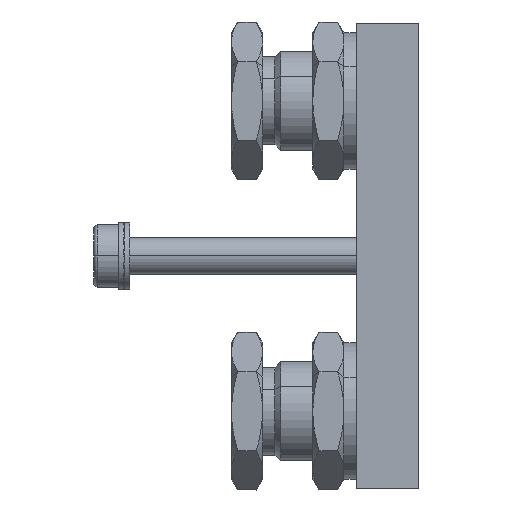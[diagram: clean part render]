
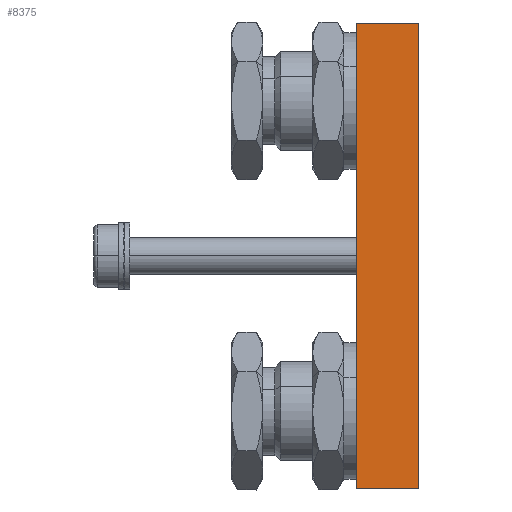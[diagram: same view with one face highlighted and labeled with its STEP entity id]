
A CAD part, left-side view. The second image highlights one B-rep face of the part: STEP entity #8375.
In plain terms, the highlighted planar face has unit normal (-1, 0, 0).
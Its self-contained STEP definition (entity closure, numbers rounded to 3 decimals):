
#425 = ORIENTED_EDGE ( 'NONE', *, *, #8749, .F. ) ;
#912 = CARTESIAN_POINT ( 'NONE',  ( -80., 0., 37.5 ) ) ;
#1225 = DIRECTION ( 'NONE',  ( 1., 0., 0. ) ) ;
#1452 = PLANE ( 'NONE',  #11044 ) ;
#1972 = ORIENTED_EDGE ( 'NONE', *, *, #15804, .T. ) ;
#2159 = EDGE_CURVE ( 'NONE', #14502, #16588, #17772, .T. ) ;
#2530 = CARTESIAN_POINT ( 'NONE',  ( -80., 10., -37.5 ) ) ;
#2930 = CARTESIAN_POINT ( 'NONE',  ( -80., 0., -37.5 ) ) ;
#3007 = CARTESIAN_POINT ( 'NONE',  ( -80., 10., 37.5 ) ) ;
#3189 = CARTESIAN_POINT ( 'NONE',  ( -80., 0., 37.5 ) ) ;
#3436 = CARTESIAN_POINT ( 'NONE',  ( -80., 10., 37.5 ) ) ;
#3502 = DIRECTION ( 'NONE',  ( 0., 0., 1. ) ) ;
#5233 = CARTESIAN_POINT ( 'NONE',  ( -80., 10., 37.5 ) ) ;
#5973 = DIRECTION ( 'NONE',  ( 0., -1., 0. ) ) ;
#6866 = EDGE_LOOP ( 'NONE', ( #15957, #14902, #425, #1972 ) ) ;
#7462 = VECTOR ( 'NONE', #13007, 1000. ) ;
#7900 = DIRECTION ( 'NONE',  ( 0., 0., -1. ) ) ;
#8375 = ADVANCED_FACE ( 'NONE', ( #17716 ), #1452, .F. ) ;
#8749 = EDGE_CURVE ( 'NONE', #13347, #15428, #16430, .T. ) ;
#11044 = AXIS2_PLACEMENT_3D ( 'NONE', #3007, #1225, #7900 ) ;
#11304 = VECTOR ( 'NONE', #5973, 1000. ) ;
#12994 = CARTESIAN_POINT ( 'NONE',  ( -80., 10., -37.5 ) ) ;
#13007 = DIRECTION ( 'NONE',  ( 0., -1., 0. ) ) ;
#13347 = VERTEX_POINT ( 'NONE', #2530 ) ;
#14502 = VERTEX_POINT ( 'NONE', #2930 ) ;
#14566 = DIRECTION ( 'NONE',  ( 0., 0., 1. ) ) ;
#14902 = ORIENTED_EDGE ( 'NONE', *, *, #14925, .F. ) ;
#14925 = EDGE_CURVE ( 'NONE', #15428, #16588, #15608, .T. ) ;
#15428 = VERTEX_POINT ( 'NONE', #17275 ) ;
#15608 = LINE ( 'NONE', #5233, #11304 ) ;
#15804 = EDGE_CURVE ( 'NONE', #13347, #14502, #17560, .T. ) ;
#15957 = ORIENTED_EDGE ( 'NONE', *, *, #2159, .T. ) ;
#16276 = VECTOR ( 'NONE', #3502, 1000. ) ;
#16430 = LINE ( 'NONE', #3436, #16276 ) ;
#16588 = VERTEX_POINT ( 'NONE', #3189 ) ;
#17275 = CARTESIAN_POINT ( 'NONE',  ( -80., 10., 37.5 ) ) ;
#17560 = LINE ( 'NONE', #12994, #7462 ) ;
#17697 = VECTOR ( 'NONE', #14566, 1000. ) ;
#17716 = FACE_OUTER_BOUND ( 'NONE', #6866, .T. ) ;
#17772 = LINE ( 'NONE', #912, #17697 ) ;
